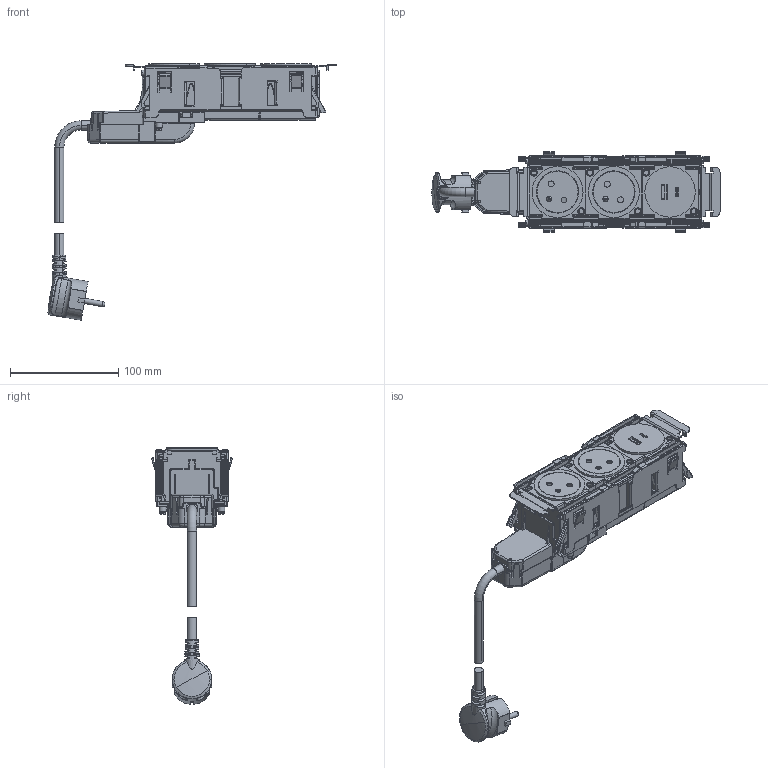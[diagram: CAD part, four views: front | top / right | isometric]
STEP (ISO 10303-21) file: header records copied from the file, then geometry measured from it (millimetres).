
FILE_DESCRIPTION(('CATIA V5 STEP Exchange','CAx-IF Rec.Pracs.--- Model Styling and Organization---1.5--- 2016-08-15','CAx-IF Rec.Pracs.---Supplemental Geometry---1.0---2011-11-01','CAx-IF Rec.Pracs.--- Composite Materials ---1.1---2010-07-15'),'2;1');
FILE_NAME('DISQ''IN\LG-654741_AllCATPart.stp','2023-04-27T13:40:41+00:00',('none'),('none'),'CATIA Version 5-6 Release 2020 SP3','CATIA V5 STEP AP214 v2','none');
FILE_SCHEMA(('AUTOMOTIVE_DESIGN { 1 0 10303 214 1 1 1 1 }'));
Products named in the file (1): LG-654741_AllCATPart
Bounding box: 265.93 x 73.85 x 236.89 mm (x, y, z)
Volume: 176683.7 mm3; surface area: 224275.4 mm2
Topology: 41 solids, 42 shells, 3188 faces, 8915 edges, 5778 vertices
Faces by surface type: plane 1736, cylinder 970, cone 211, torus 173, bspline 48, sphere 40, extrusion 8, revolution 2
Entity records: 101549 total; most frequent: CARTESIAN_POINT 24887, ORIENTED_EDGE 17738, DIRECTION 12671, EDGE_CURVE 8869, VERTEX_POINT 5778, VECTOR 5301, LINE 5293, AXIS2_PLACEMENT_3D 4860
